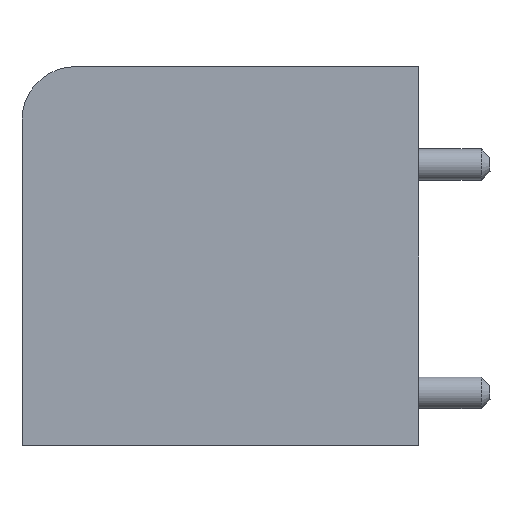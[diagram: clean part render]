
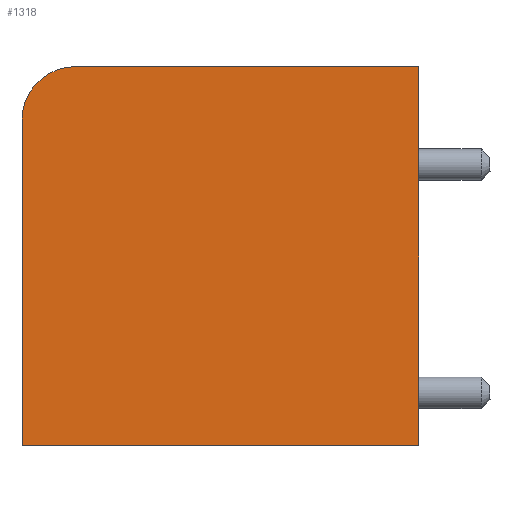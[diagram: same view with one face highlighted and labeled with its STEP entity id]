
A CAD part, left-side view. The second image highlights one B-rep face of the part: STEP entity #1318.
In plain terms, the highlighted planar face has unit normal (-1, 0, 0).
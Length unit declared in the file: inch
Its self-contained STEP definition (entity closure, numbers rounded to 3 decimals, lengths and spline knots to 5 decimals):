
#1=DIRECTION('',(0.,0.,-1.));
#2=VECTOR('',#1,0.85);
#3=CARTESIAN_POINT('',(-0.55,0.,0.476));
#4=LINE('',#3,#2);
#5=DIRECTION('',(0.,1.,0.));
#6=VECTOR('',#5,0.89);
#7=CARTESIAN_POINT('',(-0.55,0.,-0.374));
#8=LINE('',#7,#6);
#9=DIRECTION('',(0.,0.,1.));
#10=VECTOR('',#9,0.73);
#11=CARTESIAN_POINT('',(-0.55,0.89,-0.374));
#12=LINE('',#11,#10);
#13=CARTESIAN_POINT('',(-0.55,0.77,0.356));
#14=DIRECTION('',(1.,0.,0.));
#15=DIRECTION('',(0.,1.,0.));
#16=AXIS2_PLACEMENT_3D('',#13,#14,#15);
#18=DIRECTION('',(0.,-1.,0.));
#19=VECTOR('',#18,0.77);
#20=CARTESIAN_POINT('',(-0.55,0.77,0.476));
#21=LINE('',#20,#19);
#1015=CARTESIAN_POINT('',(-0.55,0.,0.476));
#1016=CARTESIAN_POINT('',(-0.55,0.,-0.374));
#1017=VERTEX_POINT('',#1015);
#1018=VERTEX_POINT('',#1016);
#1019=CARTESIAN_POINT('',(-0.55,0.89,-0.374));
#1020=VERTEX_POINT('',#1019);
#1021=CARTESIAN_POINT('',(-0.55,0.89,0.356));
#1022=VERTEX_POINT('',#1021);
#1023=CARTESIAN_POINT('',(-0.55,0.77,0.476));
#1024=VERTEX_POINT('',#1023);
#1301=CARTESIAN_POINT('',(-0.55,0.,0.));
#1302=DIRECTION('',(1.,0.,0.));
#1303=DIRECTION('',(0.,0.,-1.));
#1304=AXIS2_PLACEMENT_3D('',#1301,#1302,#1303);
#1305=PLANE('',#1304);
#1307=ORIENTED_EDGE('',*,*,#1306,.T.);
#1309=ORIENTED_EDGE('',*,*,#1308,.T.);
#1311=ORIENTED_EDGE('',*,*,#1310,.T.);
#1313=ORIENTED_EDGE('',*,*,#1312,.T.);
#1315=ORIENTED_EDGE('',*,*,#1314,.T.);
#1316=EDGE_LOOP('',(#1307,#1309,#1311,#1313,#1315));
#1317=FACE_OUTER_BOUND('',#1316,.F.);
#1318=ADVANCED_FACE('',(#1317),#1305,.F.);
#17=CIRCLE('',#16,0.12);
#1306=EDGE_CURVE('',#1017,#1018,#4,.T.);
#1308=EDGE_CURVE('',#1018,#1020,#8,.T.);
#1310=EDGE_CURVE('',#1020,#1022,#12,.T.);
#1312=EDGE_CURVE('',#1022,#1024,#17,.T.);
#1314=EDGE_CURVE('',#1024,#1017,#21,.T.);
